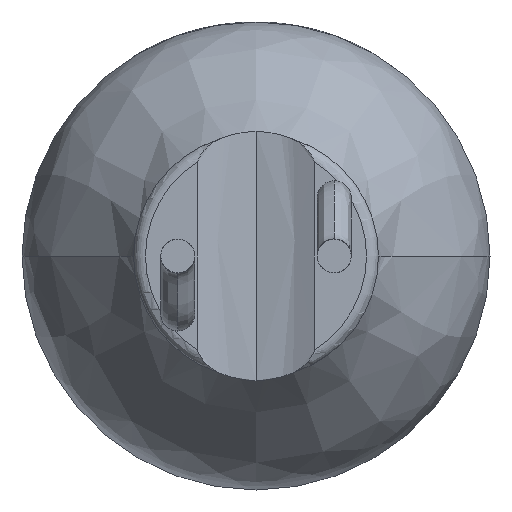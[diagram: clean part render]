
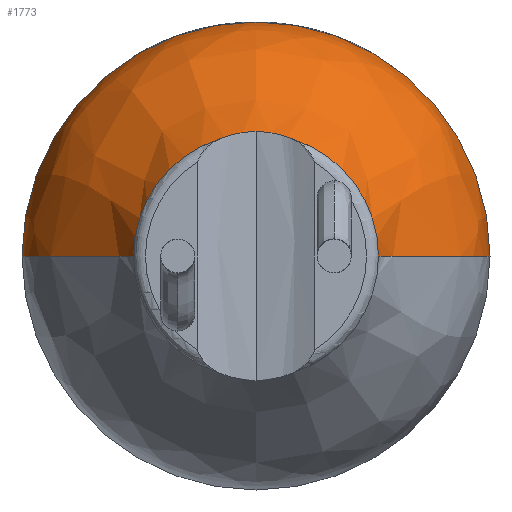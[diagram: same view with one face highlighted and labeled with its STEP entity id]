
A CAD part, front view. The second image highlights one B-rep face of the part: STEP entity #1773.
In plain terms, the highlighted free-form (B-spline) face has degree [3, 3] with [4, 4] control points.
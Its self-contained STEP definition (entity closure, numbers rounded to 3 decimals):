
#42 = ORIENTED_EDGE ( 'NONE', *, *, #1520, .T. ) ;
#72 = CARTESIAN_POINT ( 'NONE',  ( -2.191, 0.9, 0. ) ) ;
#133 = DIRECTION ( 'NONE',  ( 0., 0., -1. ) ) ;
#154 = DIRECTION ( 'NONE',  ( 0., 1., 0. ) ) ;
#256 = DIRECTION ( 'NONE',  ( 0., 0., -1. ) ) ;
#274 = CARTESIAN_POINT ( 'NONE',  ( 3.761, 1.639, 0. ) ) ;
#276 = DIRECTION ( 'NONE',  ( 0., 1., 0. ) ) ;
#431 = CARTESIAN_POINT ( 'NONE',  ( -0.106, 0.247, 2.023 ) ) ;
#457 = EDGE_LOOP ( 'NONE', ( #2099, #42, #3093, #495, #2235, #3404, #4944, #4088 ) ) ;
#495 = ORIENTED_EDGE ( 'NONE', *, *, #4875, .T. ) ;
#510 = CARTESIAN_POINT ( 'NONE',  ( 0.605, 0.148, 1.894 ) ) ;
#525 = DIRECTION ( 'NONE',  ( 0., -1., 0. ) ) ;
#594 = B_SPLINE_CURVE_WITH_KNOTS ( 'NONE', 3,
 ( #2771, #4367, #274, #3152 ),
 .UNSPECIFIED., .F., .F.,
 ( 4, 4 ),
 ( 0.061, 1. ),
 .UNSPECIFIED. ) ;
#618 = VERTEX_POINT ( 'NONE', #510 ) ;
#629 = CARTESIAN_POINT ( 'NONE',  ( 0.414, 0.208, 1.967 ) ) ;
#660 = CARTESIAN_POINT ( 'NONE',  ( 3.8, 3.306, 7.6 ) ) ;
#678 = CARTESIAN_POINT ( 'NONE',  ( 2.191, 0.9, 0. ) ) ;
#691 = CARTESIAN_POINT ( 'NONE',  ( -3.8, 3.306, 0. ) ) ;
#829 = EDGE_CURVE ( 'NONE', #1277, #618, #4338, .T. ) ;
#837 =( BOUNDED_SURFACE ( )  B_SPLINE_SURFACE ( 3, 3, ( 
 ( #3507, #1541, #1972, #3951 ),
 ( #678, #4773, #3224, #4435 ),
 ( #3185, #1993, #4417, #3597 ),
 ( #3578, #660, #2767, #2009 ) ),
 .UNSPECIFIED., .F., .F., .T. ) 
 B_SPLINE_SURFACE_WITH_KNOTS ( ( 4, 4 ),
 ( 4, 4 ),
 ( 0.061, 1. ),
 ( 0., 1. ),
 .UNSPECIFIED. ) 
 GEOMETRIC_REPRESENTATION_ITEM ( )  RATIONAL_B_SPLINE_SURFACE ( (
 ( 1., 0.333, 0.333, 1.),
 ( 1., 0.333, 0.333, 1.),
 ( 1., 0.333, 0.333, 1.),
 ( 1., 0.333, 0.333, 1.) ) ) 
 REPRESENTATION_ITEM ( '' )  SURFACE ( )  );
#912 = EDGE_CURVE ( 'NONE', #4891, #5196, #1778, .T. ) ;
#927 = CARTESIAN_POINT ( 'NONE',  ( -3.8, 3.306, 0. ) ) ;
#1043 = CARTESIAN_POINT ( 'NONE',  ( 0.513, 0.184, 1.934 ) ) ;
#1044 = VERTEX_POINT ( 'NONE', #691 ) ;
#1161 = VERTEX_POINT ( 'NONE', #1968 ) ;
#1185 = VERTEX_POINT ( 'NONE', #1594 ) ;
#1240 = VERTEX_POINT ( 'NONE', #2407 ) ;
#1277 = VERTEX_POINT ( 'NONE', #3611 ) ;
#1278 = CARTESIAN_POINT ( 'NONE',  ( -0.605, 0.148, 1.894 ) ) ;
#1477 = CARTESIAN_POINT ( 'NONE',  ( 0.605, 0.148, 1.894 ) ) ;
#1501 = AXIS2_PLACEMENT_3D ( 'NONE', #1963, #276, #256 ) ;
#1520 = EDGE_CURVE ( 'NONE', #1240, #1185, #594, .T. ) ;
#1541 = CARTESIAN_POINT ( 'NONE',  ( 1.989, 0.148, 3.977 ) ) ;
#1594 = CARTESIAN_POINT ( 'NONE',  ( 3.8, 3.306, 0. ) ) ;
#1689 = CARTESIAN_POINT ( 'NONE',  ( -0.21, 0.239, 2.011 ) ) ;
#1710 = CARTESIAN_POINT ( 'NONE',  ( -0.513, 0.184, 1.934 ) ) ;
#1773 = ADVANCED_FACE ( 'NONE', ( #4611 ), #837, .T. ) ;
#1778 = CIRCLE ( 'NONE', #1501, 1.989 ) ;
#1880 = DIRECTION ( 'NONE',  ( 0., 0., -1. ) ) ;
#1963 = CARTESIAN_POINT ( 'NONE',  ( 0., 0.148, 0. ) ) ;
#1968 = CARTESIAN_POINT ( 'NONE',  ( 0., 3.306, 3.8 ) ) ;
#1972 = CARTESIAN_POINT ( 'NONE',  ( -1.989, 0.148, 3.977 ) ) ;
#1993 = CARTESIAN_POINT ( 'NONE',  ( 3.761, 1.639, 7.521 ) ) ;
#2009 = CARTESIAN_POINT ( 'NONE',  ( -3.8, 3.306, 0. ) ) ;
#2087 = CARTESIAN_POINT ( 'NONE',  ( 0., 0.25, 2.024 ) ) ;
#2088 = CIRCLE ( 'NONE', #5192, 3.8 ) ;
#2099 = ORIENTED_EDGE ( 'NONE', *, *, #4959, .T. ) ;
#2232 = DIRECTION ( 'NONE',  ( 0., -1., 0. ) ) ;
#2233 = CARTESIAN_POINT ( 'NONE',  ( 0., 0.148, 0. ) ) ;
#2235 = ORIENTED_EDGE ( 'NONE', *, *, #4138, .F. ) ;
#2407 = CARTESIAN_POINT ( 'NONE',  ( 1.989, 0.148, 0. ) ) ;
#2579 = DIRECTION ( 'NONE',  ( 0., 0., -1. ) ) ;
#2765 = AXIS2_PLACEMENT_3D ( 'NONE', #2233, #154, #1880 ) ;
#2767 = CARTESIAN_POINT ( 'NONE',  ( -3.8, 3.306, 7.6 ) ) ;
#2771 = CARTESIAN_POINT ( 'NONE',  ( 1.989, 0.148, 0. ) ) ;
#2939 = B_SPLINE_CURVE_WITH_KNOTS ( 'NONE', 3,
 ( #2087, #431, #1689, #4176, #1710, #1278 ),
 .UNSPECIFIED., .F., .F.,
 ( 4, 2, 4 ),
 ( 0., 0., 0.001 ),
 .UNSPECIFIED. ) ;
#3093 = ORIENTED_EDGE ( 'NONE', *, *, #3225, .T. ) ;
#3152 = CARTESIAN_POINT ( 'NONE',  ( 3.8, 3.306, 0. ) ) ;
#3185 = CARTESIAN_POINT ( 'NONE',  ( 3.761, 1.639, 0. ) ) ;
#3224 = CARTESIAN_POINT ( 'NONE',  ( -2.191, 0.9, 4.382 ) ) ;
#3225 = EDGE_CURVE ( 'NONE', #1185, #1161, #3744, .T. ) ;
#3310 = CARTESIAN_POINT ( 'NONE',  ( -0.605, 0.148, 1.894 ) ) ;
#3312 = AXIS2_PLACEMENT_3D ( 'NONE', #4670, #2232, #133 ) ;
#3404 = ORIENTED_EDGE ( 'NONE', *, *, #912, .T. ) ;
#3507 = CARTESIAN_POINT ( 'NONE',  ( 1.989, 0.148, 0. ) ) ;
#3578 = CARTESIAN_POINT ( 'NONE',  ( 3.8, 3.306, 0. ) ) ;
#3597 = CARTESIAN_POINT ( 'NONE',  ( -3.761, 1.639, 0. ) ) ;
#3611 = CARTESIAN_POINT ( 'NONE',  ( 0., 0.25, 2.024 ) ) ;
#3744 = CIRCLE ( 'NONE', #3312, 3.8 ) ;
#3787 = CARTESIAN_POINT ( 'NONE',  ( 0., 3.306, 0. ) ) ;
#3885 = CARTESIAN_POINT ( 'NONE',  ( 0.106, 0.247, 2.023 ) ) ;
#3951 = CARTESIAN_POINT ( 'NONE',  ( -1.989, 0.148, 0. ) ) ;
#4088 = ORIENTED_EDGE ( 'NONE', *, *, #829, .T. ) ;
#4099 = CARTESIAN_POINT ( 'NONE',  ( -3.761, 1.639, 0. ) ) ;
#4108 = B_SPLINE_CURVE_WITH_KNOTS ( 'NONE', 3,
 ( #4217, #72, #4099, #927 ),
 .UNSPECIFIED., .F., .F.,
 ( 4, 4 ),
 ( 0.061, 1. ),
 .UNSPECIFIED. ) ;
#4138 = EDGE_CURVE ( 'NONE', #4891, #1044, #4108, .T. ) ;
#4176 = CARTESIAN_POINT ( 'NONE',  ( -0.414, 0.208, 1.967 ) ) ;
#4200 = CIRCLE ( 'NONE', #2765, 1.989 ) ;
#4217 = CARTESIAN_POINT ( 'NONE',  ( -1.989, 0.148, 0. ) ) ;
#4277 = CARTESIAN_POINT ( 'NONE',  ( 0.21, 0.239, 2.011 ) ) ;
#4332 = CARTESIAN_POINT ( 'NONE',  ( 0., 0.25, 2.024 ) ) ;
#4338 = B_SPLINE_CURVE_WITH_KNOTS ( 'NONE', 3,
 ( #4332, #3885, #4277, #629, #1043, #1477 ),
 .UNSPECIFIED., .F., .F.,
 ( 4, 2, 4 ),
 ( 0., 0., 0.001 ),
 .UNSPECIFIED. ) ;
#4367 = CARTESIAN_POINT ( 'NONE',  ( 2.191, 0.9, 0. ) ) ;
#4417 = CARTESIAN_POINT ( 'NONE',  ( -3.761, 1.639, 7.521 ) ) ;
#4435 = CARTESIAN_POINT ( 'NONE',  ( -2.191, 0.9, 0. ) ) ;
#4491 = EDGE_CURVE ( 'NONE', #1277, #5196, #2939, .T. ) ;
#4611 = FACE_OUTER_BOUND ( 'NONE', #457, .T. ) ;
#4636 = CARTESIAN_POINT ( 'NONE',  ( -1.989, 0.148, 0. ) ) ;
#4670 = CARTESIAN_POINT ( 'NONE',  ( 0., 3.306, 0. ) ) ;
#4773 = CARTESIAN_POINT ( 'NONE',  ( 2.191, 0.9, 4.382 ) ) ;
#4875 = EDGE_CURVE ( 'NONE', #1161, #1044, #2088, .T. ) ;
#4891 = VERTEX_POINT ( 'NONE', #4636 ) ;
#4944 = ORIENTED_EDGE ( 'NONE', *, *, #4491, .F. ) ;
#4959 = EDGE_CURVE ( 'NONE', #618, #1240, #4200, .T. ) ;
#5192 = AXIS2_PLACEMENT_3D ( 'NONE', #3787, #525, #2579 ) ;
#5196 = VERTEX_POINT ( 'NONE', #3310 ) ;
